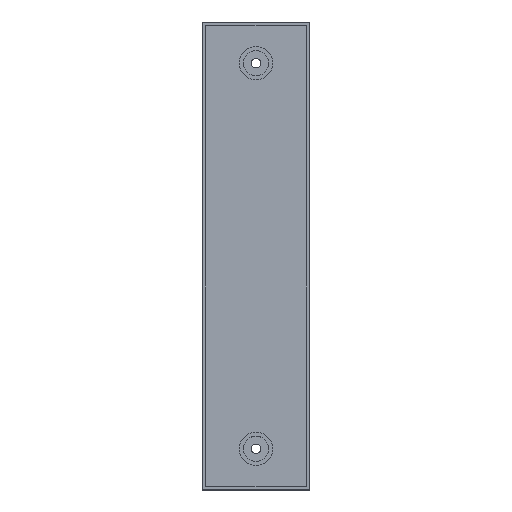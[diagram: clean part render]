
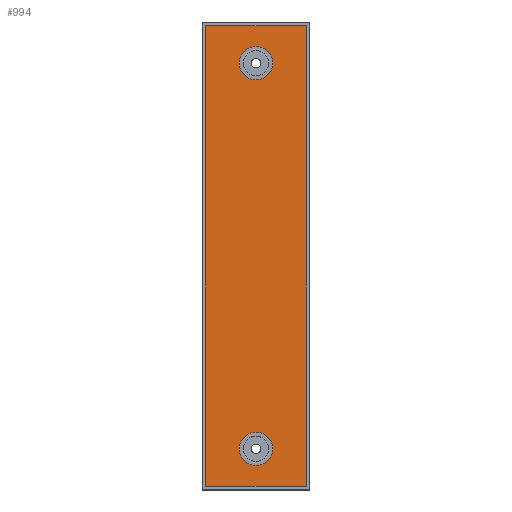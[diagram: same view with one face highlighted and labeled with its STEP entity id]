
A CAD part, top view. The second image highlights one B-rep face of the part: STEP entity #994.
In plain terms, the highlighted planar face has unit normal (0, 0, 1).
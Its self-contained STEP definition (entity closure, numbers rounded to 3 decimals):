
#192=DIRECTION('',(0.,1.,0.));
#193=VECTOR('',#192,179.);
#194=CARTESIAN_POINT('',(-19.5,-89.5,7.325));
#195=LINE('',#194,#193);
#196=DIRECTION('',(1.,0.,0.));
#197=VECTOR('',#196,39.);
#198=CARTESIAN_POINT('',(-19.5,89.5,7.325));
#199=LINE('',#198,#197);
#200=DIRECTION('',(0.,-1.,0.));
#201=VECTOR('',#200,179.);
#202=CARTESIAN_POINT('',(19.5,89.5,7.325));
#203=LINE('',#202,#201);
#204=DIRECTION('',(-1.,0.,0.));
#205=VECTOR('',#204,39.);
#206=CARTESIAN_POINT('',(19.5,-89.5,7.325));
#207=LINE('',#206,#205);
#208=CARTESIAN_POINT('',(0.,-75.,7.325));
#209=DIRECTION('',(0.,0.,-1.));
#210=DIRECTION('',(-1.,0.,0.));
#211=AXIS2_PLACEMENT_3D('',#208,#209,#210);
#213=CARTESIAN_POINT('',(0.,-75.,7.325));
#214=DIRECTION('',(0.,0.,-1.));
#215=DIRECTION('',(1.,0.,0.));
#216=AXIS2_PLACEMENT_3D('',#213,#214,#215);
#218=CARTESIAN_POINT('',(0.,75.,7.325));
#219=DIRECTION('',(0.,0.,-1.));
#220=DIRECTION('',(-1.,0.,0.));
#221=AXIS2_PLACEMENT_3D('',#218,#219,#220);
#223=CARTESIAN_POINT('',(0.,75.,7.325));
#224=DIRECTION('',(0.,0.,-1.));
#225=DIRECTION('',(1.,0.,0.));
#226=AXIS2_PLACEMENT_3D('',#223,#224,#225);
#460=CARTESIAN_POINT('',(-6.5,-75.,7.325));
#461=CARTESIAN_POINT('',(6.5,-75.,7.325));
#462=VERTEX_POINT('',#460);
#463=VERTEX_POINT('',#461);
#468=CARTESIAN_POINT('',(-6.5,75.,7.325));
#469=CARTESIAN_POINT('',(6.5,75.,7.325));
#470=VERTEX_POINT('',#468);
#471=VERTEX_POINT('',#469);
#508=CARTESIAN_POINT('',(-19.5,89.5,7.325));
#509=VERTEX_POINT('',#508);
#510=CARTESIAN_POINT('',(-19.5,-89.5,7.325));
#511=VERTEX_POINT('',#510);
#512=CARTESIAN_POINT('',(19.5,89.5,7.325));
#513=VERTEX_POINT('',#512);
#514=CARTESIAN_POINT('',(19.5,-89.5,7.325));
#515=VERTEX_POINT('',#514);
#971=CARTESIAN_POINT('',(0.,0.,7.325));
#972=DIRECTION('',(0.,0.,1.));
#973=DIRECTION('',(1.,0.,0.));
#974=AXIS2_PLACEMENT_3D('',#971,#972,#973);
#975=PLANE('',#974);
#976=ORIENTED_EDGE('',*,*,#874,.T.);
#977=ORIENTED_EDGE('',*,*,#901,.T.);
#978=ORIENTED_EDGE('',*,*,#927,.T.);
#979=ORIENTED_EDGE('',*,*,#952,.T.);
#980=EDGE_LOOP('',(#976,#977,#978,#979));
#981=FACE_OUTER_BOUND('',#980,.F.);
#983=ORIENTED_EDGE('',*,*,#982,.F.);
#985=ORIENTED_EDGE('',*,*,#984,.F.);
#986=EDGE_LOOP('',(#983,#985));
#987=FACE_BOUND('',#986,.F.);
#989=ORIENTED_EDGE('',*,*,#988,.F.);
#991=ORIENTED_EDGE('',*,*,#990,.F.);
#992=EDGE_LOOP('',(#989,#991));
#993=FACE_BOUND('',#992,.F.);
#994=ADVANCED_FACE('',(#981,#987,#993),#975,.T.);
#212=CIRCLE('',#211,6.5);
#217=CIRCLE('',#216,6.5);
#222=CIRCLE('',#221,6.5);
#227=CIRCLE('',#226,6.5);
#874=EDGE_CURVE('',#511,#509,#195,.T.);
#901=EDGE_CURVE('',#509,#513,#199,.T.);
#927=EDGE_CURVE('',#513,#515,#203,.T.);
#952=EDGE_CURVE('',#515,#511,#207,.T.);
#982=EDGE_CURVE('',#462,#463,#212,.T.);
#984=EDGE_CURVE('',#463,#462,#217,.T.);
#988=EDGE_CURVE('',#470,#471,#222,.T.);
#990=EDGE_CURVE('',#471,#470,#227,.T.);
